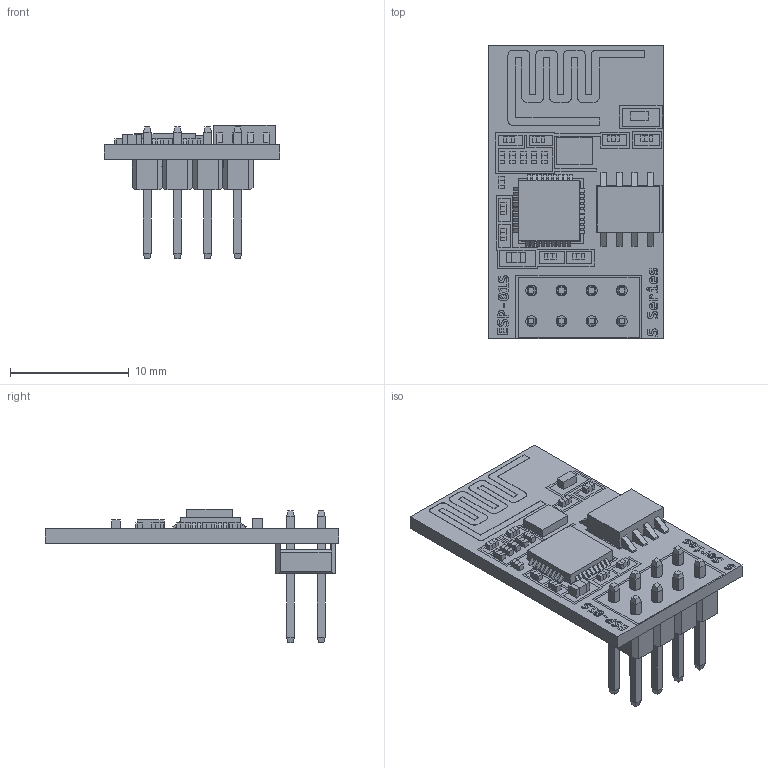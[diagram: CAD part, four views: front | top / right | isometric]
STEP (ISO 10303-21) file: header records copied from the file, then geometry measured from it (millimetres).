
FILE_DESCRIPTION(/* description */ (''),/* implementation_level */ '2;1');
FILE_NAME(/* name */ 'ESP-01S (ESP8266) Board Module v5.step',/* time_stamp */ '2021-01-15T11:24:52+01:00',/* author */ (''),/* organization */ (''),/* preprocessor_version */ 'ST-DEVELOPER v18.1',/* originating_system */ 'Autodesk Translation Framework v9.7.1.1290',/* authorisation */ '');
FILE_SCHEMA (('AUTOMOTIVE_DESIGN { 1 0 10303 214 3 1 1 }'));
Length unit declared in the file: millimetre
Products named in the file (10): ESP-01S (ESP8266) Board Module; PCB; Antenna; SerialFlashMem; ESP8266EX; Male Pin Header 2x4; SmalComponent; LargeComponent; LED; Crystal
Assembly tree (22 placements, depth 2):
  ESP-01S (ESP8266) Board Module
    PCB
    Antenna
    SerialFlashMem
    ESP8266EX
    Male Pin Header 2x4
    SmalComponent  x14
    LargeComponent
    LED
    Crystal
Bounding box: 14.8 x 24.75 x 11.24 mm (x, y, z)
Volume: 641 mm3; surface area: 1644 mm2
Topology: 104 solids, 104 shells, 893 faces, 2392 edges, 1747 vertices
Faces by surface type: plane 871, cylinder 22
Full cylindrical faces by diameter (mm): 0.92 x8
Entity records: 23221 total; most frequent: CARTESIAN_POINT 5479, ORIENTED_EDGE 3848, DIRECTION 2995, EDGE_CURVE 1924, LINE 1523, VECTOR 1523, VERTEX_POINT 1435, AXIS2_PLACEMENT_3D 736
